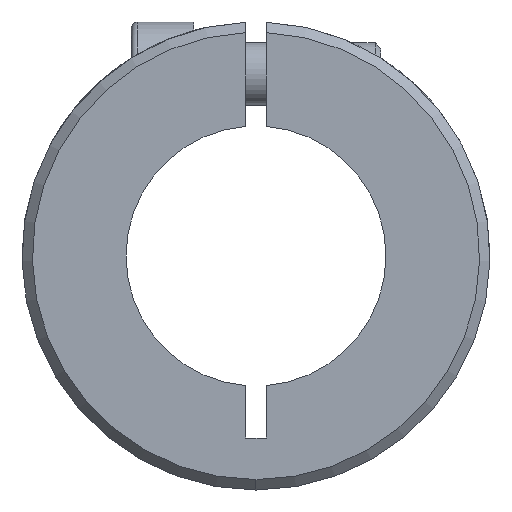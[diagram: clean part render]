
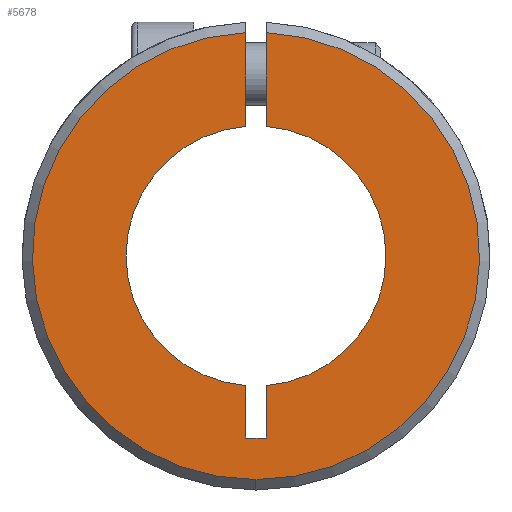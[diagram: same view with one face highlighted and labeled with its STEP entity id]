
A CAD part, left-side view. The second image highlights one B-rep face of the part: STEP entity #5678.
In plain terms, the highlighted planar face has unit normal (-1, 0, 0).
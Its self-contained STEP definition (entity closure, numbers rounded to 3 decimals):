
#74 = DIRECTION ( 'NONE',  ( 0., 0., -1. ) ) ;
#188 = LINE ( 'NONE', #4792, #7144 ) ;
#189 = EDGE_CURVE ( 'NONE', #3730, #370, #541, .T. ) ;
#217 = DIRECTION ( 'NONE',  ( 1., 0., 0. ) ) ;
#335 = AXIS2_PLACEMENT_3D ( 'NONE', #5157, #217, #74 ) ;
#340 = CARTESIAN_POINT ( 'NONE',  ( -37.5, 1., 12.46 ) ) ;
#370 = VERTEX_POINT ( 'NONE', #2156 ) ;
#402 = DIRECTION ( 'NONE',  ( 0., 0., 1. ) ) ;
#481 = CARTESIAN_POINT ( 'NONE',  ( -37.5, 0., -21.5 ) ) ;
#541 = CIRCLE ( 'NONE', #2431, 12.5 ) ;
#692 = CARTESIAN_POINT ( 'NONE',  ( -37.5, 1., -17.5 ) ) ;
#769 = FACE_OUTER_BOUND ( 'NONE', #2176, .T. ) ;
#1033 = DIRECTION ( 'NONE',  ( 0., 0., -1. ) ) ;
#1065 = CARTESIAN_POINT ( 'NONE',  ( -37.5, -1., -12.46 ) ) ;
#1152 = AXIS2_PLACEMENT_3D ( 'NONE', #5362, #2671, #7036 ) ;
#1353 = DIRECTION ( 'NONE',  ( 0., 0., 1. ) ) ;
#1474 = LINE ( 'NONE', #3701, #7326 ) ;
#1632 = ORIENTED_EDGE ( 'NONE', *, *, #6064, .T. ) ;
#1747 = VECTOR ( 'NONE', #402, 1000. ) ;
#1768 = VECTOR ( 'NONE', #6472, 1000. ) ;
#1908 = VERTEX_POINT ( 'NONE', #481 ) ;
#1925 = CIRCLE ( 'NONE', #5438, 21.5 ) ;
#1967 = EDGE_CURVE ( 'NONE', #5712, #1908, #4575, .T. ) ;
#1980 = LINE ( 'NONE', #4284, #1768 ) ;
#2115 = CARTESIAN_POINT ( 'NONE',  ( -37.5, 0., 0. ) ) ;
#2156 = CARTESIAN_POINT ( 'NONE',  ( -37.5, -1., 12.46 ) ) ;
#2176 = EDGE_LOOP ( 'NONE', ( #2876, #6186, #5842, #3744, #4458, #2925, #6246, #1632, #4742 ) ) ;
#2247 = EDGE_CURVE ( 'NONE', #5076, #5712, #4740, .T. ) ;
#2314 = AXIS2_PLACEMENT_3D ( 'NONE', #3952, #5627, #1033 ) ;
#2431 = AXIS2_PLACEMENT_3D ( 'NONE', #6086, #3333, #5565 ) ;
#2487 = PLANE ( 'NONE',  #335 ) ;
#2550 = EDGE_CURVE ( 'NONE', #2759, #3730, #188, .T. ) ;
#2625 = EDGE_CURVE ( 'NONE', #370, #2700, #4885, .T. ) ;
#2671 = DIRECTION ( 'NONE',  ( -1., 0., 0. ) ) ;
#2700 = VERTEX_POINT ( 'NONE', #4921 ) ;
#2759 = VERTEX_POINT ( 'NONE', #6662 ) ;
#2876 = ORIENTED_EDGE ( 'NONE', *, *, #2247, .T. ) ;
#2925 = ORIENTED_EDGE ( 'NONE', *, *, #2550, .F. ) ;
#2963 = DIRECTION ( 'NONE',  ( 0., 0., 1. ) ) ;
#3333 = DIRECTION ( 'NONE',  ( -1., 0., 0. ) ) ;
#3426 = EDGE_CURVE ( 'NONE', #5076, #5313, #3518, .T. ) ;
#3518 = CIRCLE ( 'NONE', #1152, 12.5 ) ;
#3701 = CARTESIAN_POINT ( 'NONE',  ( -37.5, 1., -17.5 ) ) ;
#3730 = VERTEX_POINT ( 'NONE', #1065 ) ;
#3744 = ORIENTED_EDGE ( 'NONE', *, *, #2625, .F. ) ;
#3952 = CARTESIAN_POINT ( 'NONE',  ( -37.5, 0., 0. ) ) ;
#4113 = VECTOR ( 'NONE', #2963, 1000. ) ;
#4284 = CARTESIAN_POINT ( 'NONE',  ( -37.5, -1., -17.5 ) ) ;
#4288 = CARTESIAN_POINT ( 'NONE',  ( -37.5, -1., -17.5 ) ) ;
#4312 = DIRECTION ( 'NONE',  ( 0., 0., -1. ) ) ;
#4458 = ORIENTED_EDGE ( 'NONE', *, *, #189, .F. ) ;
#4574 = EDGE_CURVE ( 'NONE', #2759, #5027, #1980, .T. ) ;
#4575 = CIRCLE ( 'NONE', #2314, 21.5 ) ;
#4740 = LINE ( 'NONE', #692, #4113 ) ;
#4742 = ORIENTED_EDGE ( 'NONE', *, *, #3426, .F. ) ;
#4792 = CARTESIAN_POINT ( 'NONE',  ( -37.5, -1., -17.5 ) ) ;
#4797 = CARTESIAN_POINT ( 'NONE',  ( -37.5, 1., -17.5 ) ) ;
#4885 = LINE ( 'NONE', #4288, #1747 ) ;
#4921 = CARTESIAN_POINT ( 'NONE',  ( -37.5, -1., 21.477 ) ) ;
#5027 = VERTEX_POINT ( 'NONE', #4797 ) ;
#5076 = VERTEX_POINT ( 'NONE', #340 ) ;
#5157 = CARTESIAN_POINT ( 'NONE',  ( -37.5, 12.5, 0. ) ) ;
#5313 = VERTEX_POINT ( 'NONE', #6677 ) ;
#5362 = CARTESIAN_POINT ( 'NONE',  ( -37.5, 0., 0. ) ) ;
#5438 = AXIS2_PLACEMENT_3D ( 'NONE', #2115, #7066, #4312 ) ;
#5565 = DIRECTION ( 'NONE',  ( 0., 0., 1. ) ) ;
#5627 = DIRECTION ( 'NONE',  ( -1., 0., 0. ) ) ;
#5678 = ADVANCED_FACE ( 'NONE', ( #769 ), #2487, .F. ) ;
#5712 = VERTEX_POINT ( 'NONE', #6825 ) ;
#5842 = ORIENTED_EDGE ( 'NONE', *, *, #6458, .T. ) ;
#5944 = DIRECTION ( 'NONE',  ( 0., 0., 1. ) ) ;
#6064 = EDGE_CURVE ( 'NONE', #5027, #5313, #1474, .T. ) ;
#6086 = CARTESIAN_POINT ( 'NONE',  ( -37.5, 0., 0. ) ) ;
#6186 = ORIENTED_EDGE ( 'NONE', *, *, #1967, .T. ) ;
#6246 = ORIENTED_EDGE ( 'NONE', *, *, #4574, .T. ) ;
#6458 = EDGE_CURVE ( 'NONE', #1908, #2700, #1925, .T. ) ;
#6472 = DIRECTION ( 'NONE',  ( 0., 1., 0. ) ) ;
#6662 = CARTESIAN_POINT ( 'NONE',  ( -37.5, -1., -17.5 ) ) ;
#6677 = CARTESIAN_POINT ( 'NONE',  ( -37.5, 1., -12.46 ) ) ;
#6825 = CARTESIAN_POINT ( 'NONE',  ( -37.5, 1., 21.477 ) ) ;
#7036 = DIRECTION ( 'NONE',  ( 0., 0., 1. ) ) ;
#7066 = DIRECTION ( 'NONE',  ( -1., 0., 0. ) ) ;
#7144 = VECTOR ( 'NONE', #1353, 1000. ) ;
#7326 = VECTOR ( 'NONE', #5944, 1000. ) ;
